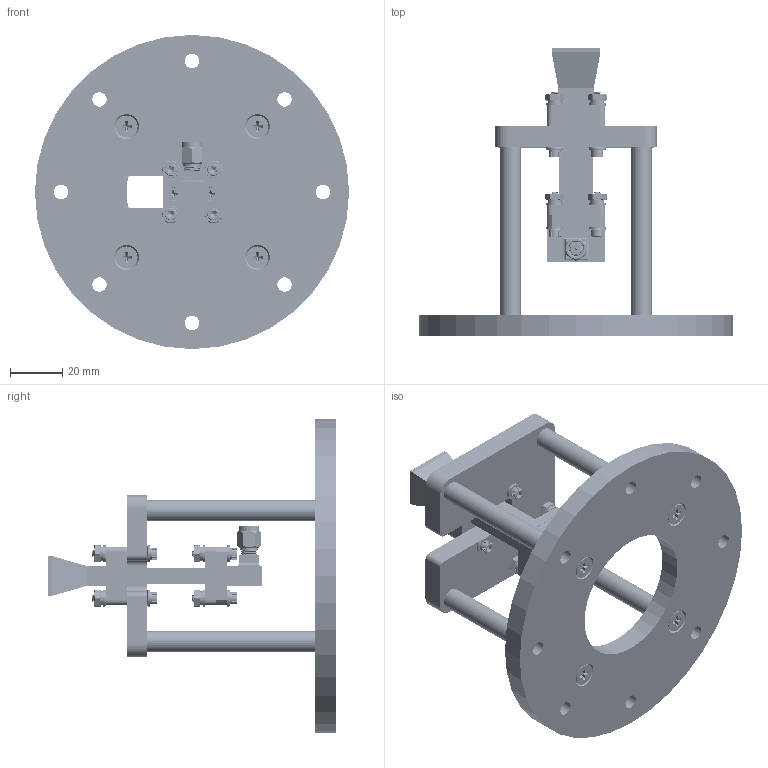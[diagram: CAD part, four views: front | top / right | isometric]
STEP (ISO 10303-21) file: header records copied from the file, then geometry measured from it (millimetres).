
FILE_DESCRIPTION (( 'STEP AP214' ), '1' );
FILE_NAME ('FM1WAN042-10KM_3D.step', '2023-10-25T19:17:17', ( '' ), ( '' ), 'SwSTEP 2.0', 'SolidWorks 2022', '' );
FILE_SCHEMA (( 'AUTOMOTIVE_DESIGN' ));
Length unit declared in the file: inch
Products named in the file (14): Screw 4-40SH x 7_8^FM1WAN042-10KM; HD-220WAL50PPA; Copy of PEWAN042-MNT_LWR PLT^PEWAN042-MNT; flat head screw_am_B18.6.7M - M4 x 0.7 x 10 Type I Cross Recessed FHMS --10N; Screw 4-40SH x 9_16^FM1WAN042-10KM; PEWAN042-10; Copy of PEWAN042-MNT_UPR PLT^PEWAN042-MNT; FM1WAN042-10KM_3D; PEWAN042-MNT; No.4 Flat Washer^FM1WAN042-10KM_91166A230; No.4 Lock Washer^FM1WAN042-10KM_COMPRESSED; PE9813A; 4-40 Nut^FM1WAN042-10KM_94150A335; Copy of PEWAN042-MNT_STDF RND M4 FEM, 8OD X 64LG^PEWAN042-MNT
Assembly tree (58 placements, depth 3):
  FM1WAN042-10KM_3D
    PEWAN042-MNT
      Copy of PEWAN042-MNT_UPR PLT^PEWAN042-MNT
      Copy of PEWAN042-MNT_LWR PLT^PEWAN042-MNT
      Copy of PEWAN042-MNT_STDF RND M4 FEM, 8OD X 64LG^PEWAN042-MNT  x4
      flat head screw_am_B18.6.7M - M4 x 0.7 x 10 Type I Cross Recessed FHMS --10N  x8
    PEWAN042-10
    PE9813A
    HD-220WAL50PPA
    Screw 4-40SH x 7_8^FM1WAN042-10KM  x4
    Screw 4-40SH x 9_16^FM1WAN042-10KM  x4
    No.4 Flat Washer^FM1WAN042-10KM_91166A230  x16
    No.4 Lock Washer^FM1WAN042-10KM_COMPRESSED  x8
    4-40 Nut^FM1WAN042-10KM_94150A335  x8
Bounding box: 120 x 110 x 120 mm (x, y, z)
Volume: 123335.3 mm3; surface area: 63527.5 mm2
Topology: 60 solids, 60 shells, 4971 faces, 13840 edges, 9008 vertices
Faces by surface type: plane 1669, cylinder 1545, cone 941, torus 752, bspline 64
Entity records: 70859 total; most frequent: CARTESIAN_POINT 35333, ORIENTED_EDGE 8150, DIRECTION 6241, EDGE_CURVE 4075, VERTEX_POINT 2672, AXIS2_PLACEMENT_3D 2435, EDGE_LOOP 1571, FACE_OUTER_BOUND 1457
